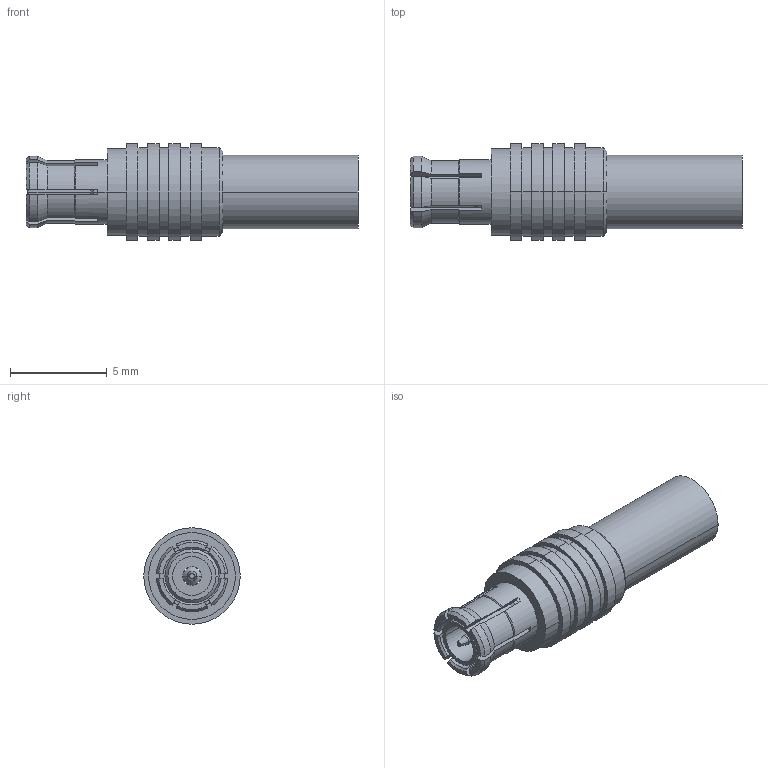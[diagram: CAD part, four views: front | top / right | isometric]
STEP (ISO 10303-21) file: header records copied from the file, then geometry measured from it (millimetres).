
FILE_DESCRIPTION((''),'2;1');
FILE_NAME('919-386P-51S','2016-07-18T',('Rajagopal'),(''),'PRO/ENGINEER BY PARAMETRIC TECHNOLOGY CORPORATION, 2014440','PRO/ENGINEER BY PARAMETRIC TECHNOLOGY CORPORATION, 2014440','');
FILE_SCHEMA(('CONFIG_CONTROL_DESIGN'));
Length unit declared in the file: millimetre
Products named in the file (1): 919-386P-51S
Bounding box: 17.2 x 5 x 5 mm (x, y, z)
Surface area: 546 mm2 (no closed solid volume)
Topology: 0 solids, 8 shells, 139 faces, 367 edges, 239 vertices
Faces by surface type: cylinder 60, cone 42, plane 37
Entity records: 4530 total; most frequent: CARTESIAN_POINT 1021, DIRECTION 765, ORIENTED_EDGE 684, EDGE_CURVE 365, AXIS2_PLACEMENT_3D 313, VERTEX_POINT 239, CIRCLE 174, EDGE_LOOP 155
